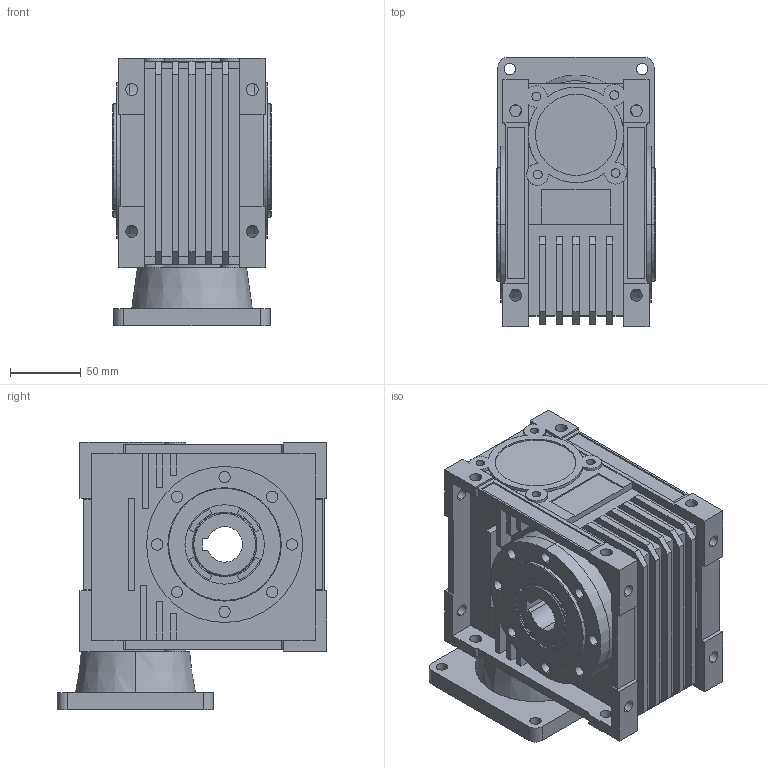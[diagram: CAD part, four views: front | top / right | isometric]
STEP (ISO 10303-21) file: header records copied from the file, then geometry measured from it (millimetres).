
FILE_DESCRIPTION (( 'STEP AP214' ), '1' );
FILE_NAME ('STP__110步进_19_无_不配附件_空心轴.step', '2019-10-09T02:26:25', ( 'IT Division' ), ( 'IT' ), 'SwSTEP 2.0', 'SolidWorks 2016', '' );
FILE_SCHEMA (( 'AUTOMOTIVE_DESIGN' ));
Length unit declared in the file: millimetre
Products named in the file (1): STP__110步进_19_无_不配附件_空心轴
Bounding box: 112 x 190 x 188.5 mm (x, y, z)
Volume: 2164186.7 mm3; surface area: 251247.7 mm2
Topology: 1 solids, 2 shells, 675 faces, 1738 edges, 1138 vertices
Faces by surface type: plane 443, cylinder 201, cone 17, torus 14
Entity records: 21894 total; most frequent: DIRECTION 3591, CARTESIAN_POINT 3558, ORIENTED_EDGE 3476, EDGE_CURVE 1738, LINE 1233, VECTOR 1233, AXIS2_PLACEMENT_3D 1179, VERTEX_POINT 1138
